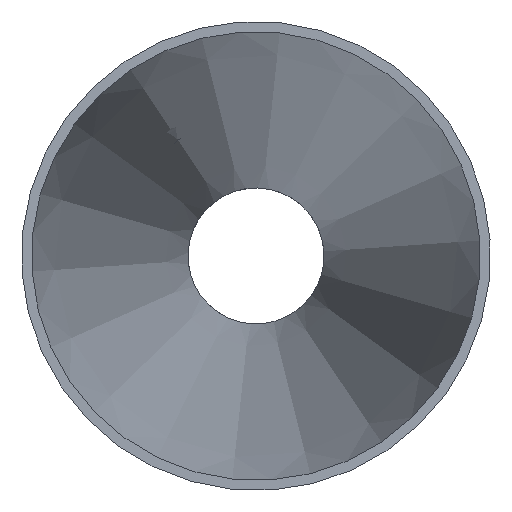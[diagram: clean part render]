
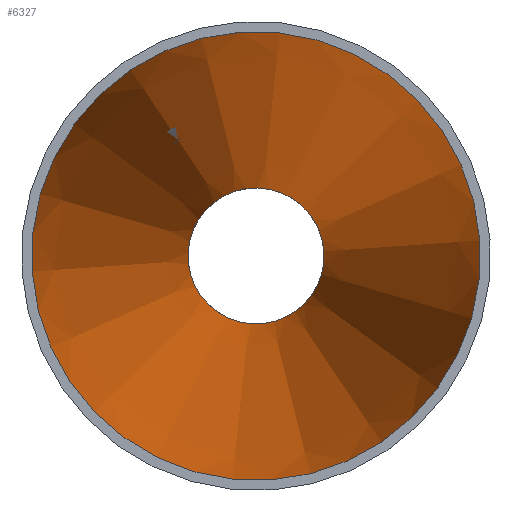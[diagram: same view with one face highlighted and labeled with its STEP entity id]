
A CAD part, left-side view. The second image highlights one B-rep face of the part: STEP entity #6327.
In plain terms, the highlighted conical face has half-angle 7.125 degrees and reference radius 26.924 mm.
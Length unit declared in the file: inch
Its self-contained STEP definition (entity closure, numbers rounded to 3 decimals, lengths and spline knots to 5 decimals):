
#75=FACE_BOUND('',#1114,.T.);
#737=FACE_OUTER_BOUND('',#1113,.T.);
#1113=EDGE_LOOP('',(#5912));
#1114=EDGE_LOOP('',(#5913));
#2472=CIRCLE('',#6648,0.435);
#2473=CIRCLE('',#6649,1.435);
#3102=VERTEX_POINT('',#14076);
#3103=VERTEX_POINT('',#14078);
#4043=EDGE_CURVE('',#3102,#3102,#2472,.T.);
#4044=EDGE_CURVE('',#3103,#3103,#2473,.T.);
#5912=ORIENTED_EDGE('',*,*,#4043,.T.);
#5913=ORIENTED_EDGE('',*,*,#4044,.T.);
#5960=CONICAL_SURFACE('',#6647,1.06,7.125);
#6327=ADVANCED_FACE('',(#737,#75),#5960,.F.);
#6647=AXIS2_PLACEMENT_3D('',#14075,#7718,#7719);
#6648=AXIS2_PLACEMENT_3D('',#14077,#7720,#7721);
#6649=AXIS2_PLACEMENT_3D('',#14079,#7722,#7723);
#7718=DIRECTION('center_axis',(-1.,0.,0.));
#7719=DIRECTION('ref_axis',(0.,-1.,0.));
#7720=DIRECTION('center_axis',(1.,0.,0.));
#7721=DIRECTION('ref_axis',(0.,0.684,-0.729));
#7722=DIRECTION('center_axis',(-1.,0.,0.));
#7723=DIRECTION('ref_axis',(0.,0.998,-0.069));
#14075=CARTESIAN_POINT('Origin',(3.,0.,0.));
#14076=CARTESIAN_POINT('',(8.,-0.15548,0.40626));
#14077=CARTESIAN_POINT('Origin',(8.,0.,0.));
#14078=CARTESIAN_POINT('',(0.,-1.43159,0.09891));
#14079=CARTESIAN_POINT('Origin',(0.,0.,
0.));
